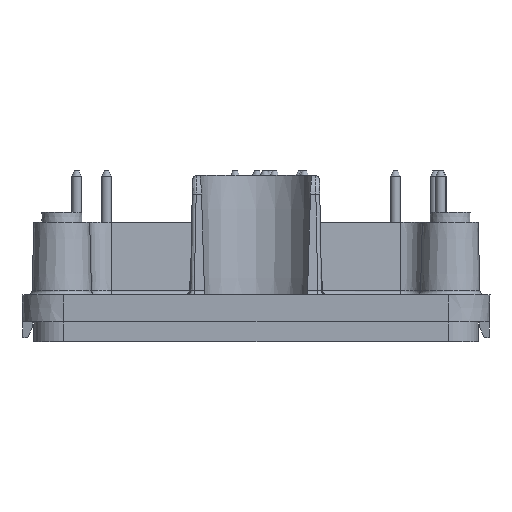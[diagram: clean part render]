
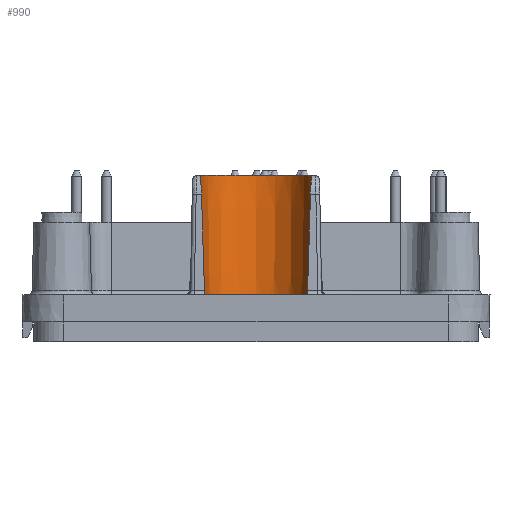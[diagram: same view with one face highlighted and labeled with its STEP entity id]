
A CAD part, left-side view. The second image highlights one B-rep face of the part: STEP entity #990.
In plain terms, the highlighted conical face has half-angle 1 degrees and reference radius 5.538 mm.
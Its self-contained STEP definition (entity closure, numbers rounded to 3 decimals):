
#990 = ADVANCED_FACE( '', ( #2327, #2328 ), #2329, .F. );
#2327 = FACE_BOUND( '', #6888, .T. );
#2328 = FACE_OUTER_BOUND( '', #6889, .T. );
#2329 = CONICAL_SURFACE( '', #6890, 5.538, 0.017 );
#6888 = EDGE_LOOP( '', ( #10885 ) );
#6889 = EDGE_LOOP( '', ( #10886, #10887, #10888, #10889, #10890, #10891, #10892, #10893 ) );
#6890 = AXIS2_PLACEMENT_3D( '', #10894, #10895, #10896 );
#10885 = ORIENTED_EDGE( '', *, *, #13001, .F. );
#10886 = ORIENTED_EDGE( '', *, *, #12486, .T. );
#10887 = ORIENTED_EDGE( '', *, *, #12785, .T. );
#10888 = ORIENTED_EDGE( '', *, *, #13433, .T. );
#10889 = ORIENTED_EDGE( '', *, *, #13434, .T. );
#10890 = ORIENTED_EDGE( '', *, *, #13133, .T. );
#10891 = ORIENTED_EDGE( '', *, *, #13267, .T. );
#10892 = ORIENTED_EDGE( '', *, *, #13028, .T. );
#10893 = ORIENTED_EDGE( '', *, *, #13352, .T. );
#10894 = CARTESIAN_POINT( '', ( -46.5, 0., 11.997 ) );
#10895 = DIRECTION( '', ( 0., 0., 1. ) );
#10896 = DIRECTION( '', ( 1., 0., 0. ) );
#12486 = EDGE_CURVE( '', #13779, #13784, #13786, .F. );
#12785 = EDGE_CURVE( '', #13784, #14298, #14300, .T. );
#13001 = EDGE_CURVE( '', #14643, #14643, #14644, .T. );
#13028 = EDGE_CURVE( '', #14684, #14685, #14686, .F. );
#13133 = EDGE_CURVE( '', #14841, #14839, #14842, .T. );
#13267 = EDGE_CURVE( '', #14839, #14684, #15056, .T. );
#13352 = EDGE_CURVE( '', #14685, #13779, #15176, .T. );
#13433 = EDGE_CURVE( '', #14298, #15281, #15282, .F. );
#13434 = EDGE_CURVE( '', #15281, #14841, #15283, .T. );
#13779 = VERTEX_POINT( '', #15710 );
#13784 = VERTEX_POINT( '', #15716 );
#13786 = CIRCLE( '', #15719, 5.585 );
#14298 = VERTEX_POINT( '', #16758 );
#14300 = B_SPLINE_CURVE_WITH_KNOTS( '', 3, ( #16761, #16762, #16763, #16764, #16765, #16766, #16767, #16768, #16769, #16770, #16771, #16772, #16773, #16774 ), .UNSPECIFIED., .F., .F., ( 4, 2, 2, 2, 2, 2, 4 ), ( 0., 0., 0.001, 0.001, 0.002, 0.002, 0.003 ), .UNSPECIFIED. );
#14643 = VERTEX_POINT( '', #17521 );
#14644 = CIRCLE( '', #17522, 5.346 );
#14684 = VERTEX_POINT( '', #17636 );
#14685 = VERTEX_POINT( '', #17637 );
#14686 = ELLIPSE( '', #17638, 126.261, 6.231 );
#14839 = VERTEX_POINT( '', #18048 );
#14841 = VERTEX_POINT( '', #18051 );
#14842 = CIRCLE( '', #18052, 5.375 );
#15056 = B_SPLINE_CURVE_WITH_KNOTS( '', 3, ( #18436, #18437, #18438, #18439, #18440, #18441 ), .UNSPECIFIED., .F., .F., ( 4, 2, 4 ), ( 0., 0., 0.001 ), .UNSPECIFIED. );
#15176 = B_SPLINE_CURVE_WITH_KNOTS( '', 3, ( #18613, #18614, #18615, #18616, #18617, #18618, #18619, #18620, #18621, #18622, #18623, #18624, #18625, #18626, #18627, #18628 ), .UNSPECIFIED., .F., .F., ( 4, 2, 2, 2, 2, 2, 2, 4 ), ( 0., 0., 0.001, 0.001, 0.002, 0.002, 0.002, 0.003 ), .UNSPECIFIED. );
#15281 = VERTEX_POINT( '', #18930 );
#15282 = ELLIPSE( '', #18931, 126.261, 6.231 );
#15283 = B_SPLINE_CURVE_WITH_KNOTS( '', 3, ( #18932, #18933, #18934, #18935, #18936, #18937 ), .UNSPECIFIED., .F., .F., ( 4, 2, 4 ), ( 0., 0., 0.001 ), .UNSPECIFIED. );
#15710 = CARTESIAN_POINT( '', ( -45.473, -5.49, 14.7 ) );
#15716 = CARTESIAN_POINT( '', ( -45.473, 5.49, 14.7 ) );
#15719 = AXIS2_PLACEMENT_3D( '', #19673, #19674, #19675 );
#16758 = CARTESIAN_POINT( '', ( -47.47, 5.466, 12.805 ) );
#16761 = CARTESIAN_POINT( '', ( -45.473, 5.49, 14.7 ) );
#16762 = CARTESIAN_POINT( '', ( -45.599, 5.513, 14.7 ) );
#16763 = CARTESIAN_POINT( '', ( -45.724, 5.532, 14.688 ) );
#16764 = CARTESIAN_POINT( '', ( -45.97, 5.56, 14.641 ) );
#16765 = CARTESIAN_POINT( '', ( -46.093, 5.57, 14.606 ) );
#16766 = CARTESIAN_POINT( '', ( -46.329, 5.58, 14.512 ) );
#16767 = CARTESIAN_POINT( '', ( -46.442, 5.581, 14.454 ) );
#16768 = CARTESIAN_POINT( '', ( -46.655, 5.577, 14.318 ) );
#16769 = CARTESIAN_POINT( '', ( -46.757, 5.572, 14.239 ) );
#16770 = CARTESIAN_POINT( '', ( -47.032, 5.55, 13.978 ) );
#16771 = CARTESIAN_POINT( '', ( -47.183, 5.528, 13.768 ) );
#16772 = CARTESIAN_POINT( '', ( -47.394, 5.489, 13.311 ) );
#16773 = CARTESIAN_POINT( '', ( -47.457, 5.473, 13.06 ) );
#16774 = CARTESIAN_POINT( '', ( -47.47, 5.466, 12.805 ) );
#17521 = CARTESIAN_POINT( '', ( -41.154, 0., 1. ) );
#17522 = AXIS2_PLACEMENT_3D( '', #20337, #20338, #20339 );
#17636 = CARTESIAN_POINT( '', ( -47.98, -5.174, 3.079 ) );
#17637 = CARTESIAN_POINT( '', ( -47.47, -5.466, 12.805 ) );
#17638 = AXIS2_PLACEMENT_3D( '', #20369, #20370, #20371 );
#18048 = CARTESIAN_POINT( '', ( -48.38, -5.036, 2.7 ) );
#18051 = CARTESIAN_POINT( '', ( -48.38, 5.036, 2.7 ) );
#18052 = AXIS2_PLACEMENT_3D( '', #20498, #20499, #20500 );
#18436 = CARTESIAN_POINT( '', ( -48.38, -5.036, 2.7 ) );
#18437 = CARTESIAN_POINT( '', ( -48.281, -5.073, 2.7 ) );
#18438 = CARTESIAN_POINT( '', ( -48.183, -5.106, 2.737 ) );
#18439 = CARTESIAN_POINT( '', ( -48.034, -5.156, 2.875 ) );
#18440 = CARTESIAN_POINT( '', ( -47.986, -5.171, 2.974 ) );
#18441 = CARTESIAN_POINT( '', ( -47.98, -5.174, 3.079 ) );
#18613 = CARTESIAN_POINT( '', ( -47.47, -5.466, 12.805 ) );
#18614 = CARTESIAN_POINT( '', ( -47.464, -5.47, 12.933 ) );
#18615 = CARTESIAN_POINT( '', ( -47.445, -5.475, 13.058 ) );
#18616 = CARTESIAN_POINT( '', ( -47.385, -5.49, 13.302 ) );
#18617 = CARTESIAN_POINT( '', ( -47.342, -5.499, 13.423 ) );
#18618 = CARTESIAN_POINT( '', ( -47.236, -5.518, 13.653 ) );
#18619 = CARTESIAN_POINT( '', ( -47.173, -5.528, 13.762 ) );
#18620 = CARTESIAN_POINT( '', ( -47.026, -5.548, 13.967 ) );
#18621 = CARTESIAN_POINT( '', ( -46.941, -5.557, 14.064 ) );
#18622 = CARTESIAN_POINT( '', ( -46.758, -5.572, 14.238 ) );
#18623 = CARTESIAN_POINT( '', ( -46.658, -5.577, 14.316 ) );
#18624 = CARTESIAN_POINT( '', ( -46.445, -5.581, 14.453 ) );
#18625 = CARTESIAN_POINT( '', ( -46.33, -5.58, 14.512 ) );
#18626 = CARTESIAN_POINT( '', ( -45.978, -5.565, 14.652 ) );
#18627 = CARTESIAN_POINT( '', ( -45.725, -5.537, 14.7 ) );
#18628 = CARTESIAN_POINT( '', ( -45.473, -5.49, 14.7 ) );
#18930 = CARTESIAN_POINT( '', ( -47.98, 5.174, 3.079 ) );
#18931 = AXIS2_PLACEMENT_3D( '', #20881, #20882, #20883 );
#18932 = CARTESIAN_POINT( '', ( -47.98, 5.174, 3.079 ) );
#18933 = CARTESIAN_POINT( '', ( -47.986, 5.171, 2.974 ) );
#18934 = CARTESIAN_POINT( '', ( -48.034, 5.156, 2.875 ) );
#18935 = CARTESIAN_POINT( '', ( -48.182, 5.107, 2.738 ) );
#18936 = CARTESIAN_POINT( '', ( -48.281, 5.073, 2.7 ) );
#18937 = CARTESIAN_POINT( '', ( -48.38, 5.036, 2.7 ) );
#19673 = CARTESIAN_POINT( '', ( -46.5, 0., 14.7 ) );
#19674 = DIRECTION( '', ( 0., 0., -1. ) );
#19675 = DIRECTION( '', ( -1., 0., 0. ) );
#20337 = CARTESIAN_POINT( '', ( -46.5, 0., 1. ) );
#20338 = DIRECTION( '', ( 0., 0., 1. ) );
#20339 = DIRECTION( '', ( 1., 0., 0. ) );
#20369 = CARTESIAN_POINT( '', ( -44.299, 0., 73.317 ) );
#20370 = DIRECTION( '', ( 0.999, 0., -0.052 ) );
#20371 = DIRECTION( '', ( 0.052, 0., 0.999 ) );
#20498 = CARTESIAN_POINT( '', ( -46.5, 0., 2.7 ) );
#20499 = DIRECTION( '', ( 0., 0., 1. ) );
#20500 = DIRECTION( '', ( 1., 0., 0. ) );
#20881 = CARTESIAN_POINT( '', ( -44.299, 0., 73.317 ) );
#20882 = DIRECTION( '', ( 0.999, 0., -0.052 ) );
#20883 = DIRECTION( '', ( 0.052, 0., 0.999 ) );
